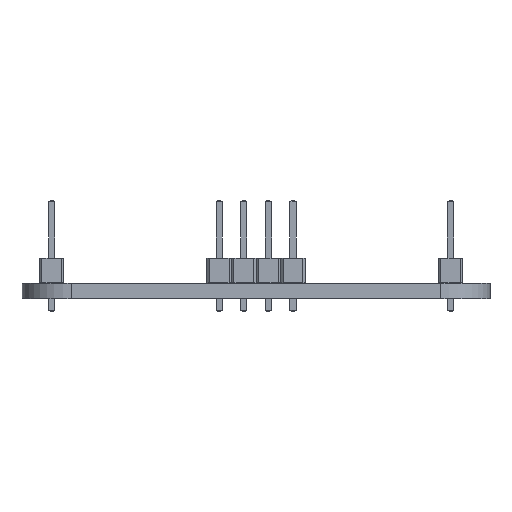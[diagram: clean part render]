
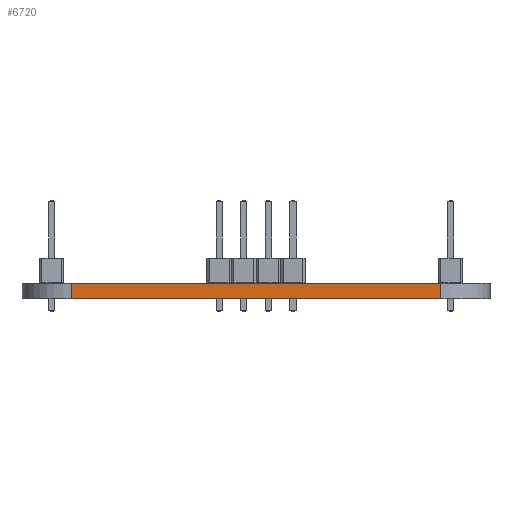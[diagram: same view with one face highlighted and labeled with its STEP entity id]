
A CAD part, front view. The second image highlights one B-rep face of the part: STEP entity #6720.
In plain terms, the highlighted planar face has unit normal (0, -1, 0).
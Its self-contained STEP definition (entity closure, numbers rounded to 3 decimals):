
#5159 = VERTEX_POINT('',#5160);
#5160 = CARTESIAN_POINT('',(33.02,-83.82,0.));
#5167 = EDGE_CURVE('',#5168,#5159,#5170,.T.);
#5168 = VERTEX_POINT('',#5169);
#5169 = CARTESIAN_POINT('',(71.12,-83.82,0.));
#5170 = LINE('',#5171,#5172);
#5171 = CARTESIAN_POINT('',(71.12,-83.82,0.));
#5172 = VECTOR('',#5173,1.);
#5173 = DIRECTION('',(-1.,0.,0.));
#5926 = VERTEX_POINT('',#5927);
#5927 = CARTESIAN_POINT('',(33.02,-83.82,1.6));
#5934 = EDGE_CURVE('',#5935,#5926,#5937,.T.);
#5935 = VERTEX_POINT('',#5936);
#5936 = CARTESIAN_POINT('',(71.12,-83.82,1.6));
#5937 = LINE('',#5938,#5939);
#5938 = CARTESIAN_POINT('',(71.12,-83.82,1.6));
#5939 = VECTOR('',#5940,1.);
#5940 = DIRECTION('',(-1.,0.,0.));
#6692 = EDGE_CURVE('',#5168,#5935,#6693,.T.);
#6693 = LINE('',#6694,#6695);
#6694 = CARTESIAN_POINT('',(71.12,-83.82,0.));
#6695 = VECTOR('',#6696,1.);
#6696 = DIRECTION('',(0.,0.,1.));
#6720 = ADVANCED_FACE('',(#6721),#6732,.T.);
#6721 = FACE_BOUND('',#6722,.T.);
#6722 = EDGE_LOOP('',(#6723,#6724,#6725,#6731));
#6723 = ORIENTED_EDGE('',*,*,#6692,.T.);
#6724 = ORIENTED_EDGE('',*,*,#5934,.T.);
#6725 = ORIENTED_EDGE('',*,*,#6726,.F.);
#6726 = EDGE_CURVE('',#5159,#5926,#6727,.T.);
#6727 = LINE('',#6728,#6729);
#6728 = CARTESIAN_POINT('',(33.02,-83.82,0.));
#6729 = VECTOR('',#6730,1.);
#6730 = DIRECTION('',(0.,0.,1.));
#6731 = ORIENTED_EDGE('',*,*,#5167,.F.);
#6732 = PLANE('',#6733);
#6733 = AXIS2_PLACEMENT_3D('',#6734,#6735,#6736);
#6734 = CARTESIAN_POINT('',(71.12,-83.82,0.));
#6735 = DIRECTION('',(0.,-1.,0.));
#6736 = DIRECTION('',(-1.,0.,0.));
